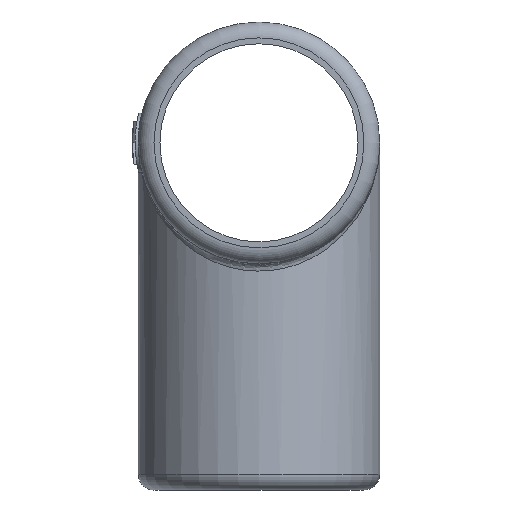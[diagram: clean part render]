
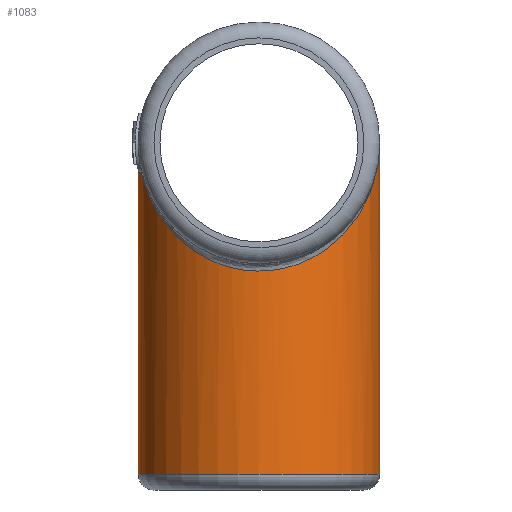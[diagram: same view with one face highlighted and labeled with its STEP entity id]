
A CAD part, left-side view. The second image highlights one B-rep face of the part: STEP entity #1083.
In plain terms, the highlighted cylindrical face has radius 12.2 mm (diameter 24.4 mm), a full revolution.
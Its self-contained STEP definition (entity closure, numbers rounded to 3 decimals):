
#78 = AXIS2_PLACEMENT_3D ( 'NONE', #4205, #1837, #4588 ) ;
#203 = CARTESIAN_POINT ( 'NONE',  ( 0., 0., 500000. ) ) ;
#306 = CARTESIAN_POINT ( 'NONE',  ( 0., -12.2, 0. ) ) ;
#663 = CYLINDRICAL_SURFACE ( 'NONE', #777, 12.2 ) ;
#699 = CARTESIAN_POINT ( 'NONE',  ( -24.4, 12.2, -25.9 ) ) ;
#777 = AXIS2_PLACEMENT_3D ( 'NONE', #203, #1388, #994 ) ;
#958 = CIRCLE ( 'NONE', #78, 12.2 ) ;
#994 = DIRECTION ( 'NONE',  ( -1., 0., 0. ) ) ;
#1083 = ADVANCED_FACE ( 'NONE', ( #3817, #3009 ), #663, .T. ) ;
#1388 = DIRECTION ( 'NONE',  ( 0., 0., -1. ) ) ;
#1435 = EDGE_CURVE ( 'NONE', #3044, #4429, #5059, .T. ) ;
#1442 = CARTESIAN_POINT ( 'NONE',  ( 0., -12.2, 0. ) ) ;
#1837 = DIRECTION ( 'NONE',  ( 0., 0., 1. ) ) ;
#2605 = EDGE_CURVE ( 'NONE', #3320, #3320, #958, .T. ) ;
#2665 = CARTESIAN_POINT ( 'NONE',  ( 0., -12.2, 0. ) ) ;
#3009 = FACE_OUTER_BOUND ( 'NONE', #3848, .T. ) ;
#3044 = VERTEX_POINT ( 'NONE', #3761 ) ;
#3064 = CARTESIAN_POINT ( 'NONE',  ( -24.4, -12.2, -25.9 ) ) ;
#3320 = VERTEX_POINT ( 'NONE', #3826 ) ;
#3453 = CARTESIAN_POINT ( 'NONE',  ( 0., 12.2, 0. ) ) ;
#3496 = ORIENTED_EDGE ( 'NONE', *, *, #1435, .T. ) ;
#3509 = ORIENTED_EDGE ( 'NONE', *, *, #4044, .T. ) ;
#3689 = EDGE_LOOP ( 'NONE', ( #5043 ) ) ;
#3720 =( BOUNDED_CURVE ( )  B_SPLINE_CURVE ( 3, ( #306, #3064, #699, #3453 ),
 .UNSPECIFIED., .F., .F. ) 
 B_SPLINE_CURVE_WITH_KNOTS ( ( 4, 4 ),
 ( 4.712, 7.854 ),
 .UNSPECIFIED. ) 
 CURVE ( )  GEOMETRIC_REPRESENTATION_ITEM ( )  RATIONAL_B_SPLINE_CURVE ( ( 1., 0.333, 0.333, 1. ) ) 
 REPRESENTATION_ITEM ( '' )  );
#3761 = CARTESIAN_POINT ( 'NONE',  ( 0., 12.2, 0. ) ) ;
#3780 = CARTESIAN_POINT ( 'NONE',  ( 0., 12.2, 0. ) ) ;
#3813 = CARTESIAN_POINT ( 'NONE',  ( 24.4, 12.2, -25.9 ) ) ;
#3817 = FACE_OUTER_BOUND ( 'NONE', #3689, .T. ) ;
#3826 = CARTESIAN_POINT ( 'NONE',  ( 12.2, 0., -33.45 ) ) ;
#3830 = CARTESIAN_POINT ( 'NONE',  ( 24.4, -12.2, -25.9 ) ) ;
#3848 = EDGE_LOOP ( 'NONE', ( #3496, #3509 ) ) ;
#4044 = EDGE_CURVE ( 'NONE', #4429, #3044, #3720, .T. ) ;
#4205 = CARTESIAN_POINT ( 'NONE',  ( 0., 0., -33.45 ) ) ;
#4429 = VERTEX_POINT ( 'NONE', #2665 ) ;
#4588 = DIRECTION ( 'NONE',  ( 1., 0., 0. ) ) ;
#5043 = ORIENTED_EDGE ( 'NONE', *, *, #2605, .T. ) ;
#5059 =( BOUNDED_CURVE ( )  B_SPLINE_CURVE ( 3, ( #3780, #3813, #3830, #1442 ),
 .UNSPECIFIED., .F., .F. ) 
 B_SPLINE_CURVE_WITH_KNOTS ( ( 4, 4 ),
 ( 1.571, 4.712 ),
 .UNSPECIFIED. ) 
 CURVE ( )  GEOMETRIC_REPRESENTATION_ITEM ( )  RATIONAL_B_SPLINE_CURVE ( ( 1., 0.333, 0.333, 1. ) ) 
 REPRESENTATION_ITEM ( '' )  );
